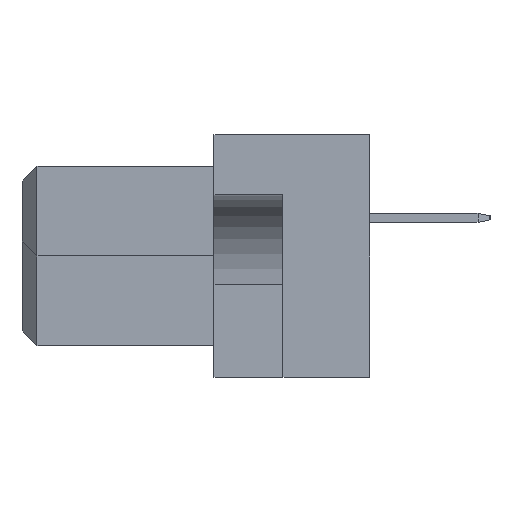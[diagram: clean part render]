
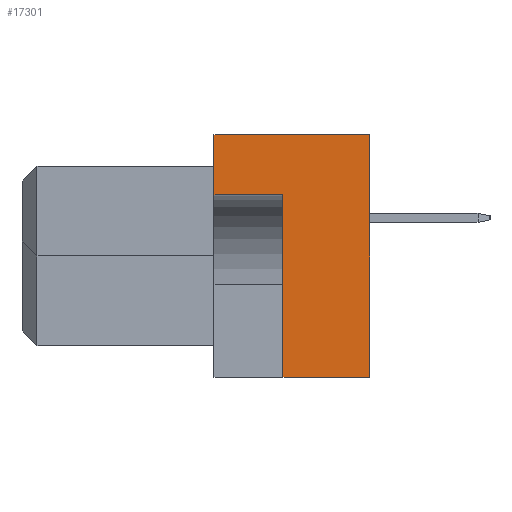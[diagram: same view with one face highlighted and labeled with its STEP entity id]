
A CAD part, left-side view. The second image highlights one B-rep face of the part: STEP entity #17301.
In plain terms, the highlighted planar face has unit normal (-1, 0, 0).
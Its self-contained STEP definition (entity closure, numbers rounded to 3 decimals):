
#6 = DIRECTION ( 'NONE',  ( 0., -1., 0. ) ) ;
#34 = DIRECTION ( 'NONE',  ( 0., 0., -1. ) ) ;
#288 = FACE_OUTER_BOUND ( 'NONE', #9183, .T. ) ;
#394 = CARTESIAN_POINT ( 'NONE',  ( -47.5, 2.9, 2.05 ) ) ;
#962 = VERTEX_POINT ( 'NONE', #21612 ) ;
#980 = CARTESIAN_POINT ( 'NONE',  ( -47.5, 0., 4.05 ) ) ;
#1773 = CARTESIAN_POINT ( 'NONE',  ( -47.5, 5.2, -4.05 ) ) ;
#2111 = VERTEX_POINT ( 'NONE', #5496 ) ;
#2160 = DIRECTION ( 'NONE',  ( 0., -1., 0. ) ) ;
#2577 = VERTEX_POINT ( 'NONE', #980 ) ;
#3734 = DIRECTION ( 'NONE',  ( 0., 0., 1. ) ) ;
#4304 = VECTOR ( 'NONE', #6, 1000. ) ;
#4511 = ORIENTED_EDGE ( 'NONE', *, *, #23629, .T. ) ;
#4556 = CARTESIAN_POINT ( 'NONE',  ( -47.5, 0., -4.05 ) ) ;
#4569 = EDGE_CURVE ( 'NONE', #5980, #2577, #15936, .T. ) ;
#4717 = CARTESIAN_POINT ( 'NONE',  ( -47.5, 2.9, 2.05 ) ) ;
#5496 = CARTESIAN_POINT ( 'NONE',  ( -47.5, 5.2, 2.05 ) ) ;
#5980 = VERTEX_POINT ( 'NONE', #4556 ) ;
#6936 = CARTESIAN_POINT ( 'NONE',  ( -47.5, 2.9, -4.05 ) ) ;
#8277 = VECTOR ( 'NONE', #2160, 1000. ) ;
#9183 = EDGE_LOOP ( 'NONE', ( #22436, #11838, #24939, #4511, #13048, #19637 ) ) ;
#11838 = ORIENTED_EDGE ( 'NONE', *, *, #22941, .F. ) ;
#12558 = VECTOR ( 'NONE', #3734, 1000. ) ;
#13048 = ORIENTED_EDGE ( 'NONE', *, *, #4569, .T. ) ;
#13882 = LINE ( 'NONE', #16378, #4304 ) ;
#13973 = EDGE_CURVE ( 'NONE', #2111, #962, #15353, .T. ) ;
#14658 = VECTOR ( 'NONE', #25207, 1000. ) ;
#14682 = DIRECTION ( 'NONE',  ( 1., 0., 0. ) ) ;
#15353 = LINE ( 'NONE', #19328, #12558 ) ;
#15437 = VECTOR ( 'NONE', #21592, 1000. ) ;
#15537 = DIRECTION ( 'NONE',  ( 0., 0., 1. ) ) ;
#15637 = LINE ( 'NONE', #21466, #15437 ) ;
#15936 = LINE ( 'NONE', #22003, #17549 ) ;
#16378 = CARTESIAN_POINT ( 'NONE',  ( -47.5, 5.2, 4.05 ) ) ;
#16616 = VERTEX_POINT ( 'NONE', #6936 ) ;
#17301 = ADVANCED_FACE ( 'NONE', ( #288 ), #24732, .F. ) ;
#17549 = VECTOR ( 'NONE', #15537, 1000. ) ;
#17787 = AXIS2_PLACEMENT_3D ( 'NONE', #18258, #14682, #34 ) ;
#17961 = EDGE_CURVE ( 'NONE', #962, #2577, #13882, .T. ) ;
#18142 = VERTEX_POINT ( 'NONE', #394 ) ;
#18258 = CARTESIAN_POINT ( 'NONE',  ( -47.5, 5.2, 4.05 ) ) ;
#18278 = LINE ( 'NONE', #1773, #8277 ) ;
#19328 = CARTESIAN_POINT ( 'NONE',  ( -47.5, 5.2, 4.05 ) ) ;
#19637 = ORIENTED_EDGE ( 'NONE', *, *, #17961, .F. ) ;
#21466 = CARTESIAN_POINT ( 'NONE',  ( -47.5, 2.9, 2.05 ) ) ;
#21592 = DIRECTION ( 'NONE',  ( 0., 0., 1. ) ) ;
#21612 = CARTESIAN_POINT ( 'NONE',  ( -47.5, 5.2, 4.05 ) ) ;
#22003 = CARTESIAN_POINT ( 'NONE',  ( -47.5, 0., 4.05 ) ) ;
#22436 = ORIENTED_EDGE ( 'NONE', *, *, #13973, .F. ) ;
#22941 = EDGE_CURVE ( 'NONE', #18142, #2111, #23216, .T. ) ;
#23216 = LINE ( 'NONE', #4717, #14658 ) ;
#23501 = EDGE_CURVE ( 'NONE', #16616, #18142, #15637, .T. ) ;
#23629 = EDGE_CURVE ( 'NONE', #16616, #5980, #18278, .T. ) ;
#24732 = PLANE ( 'NONE',  #17787 ) ;
#24939 = ORIENTED_EDGE ( 'NONE', *, *, #23501, .F. ) ;
#25207 = DIRECTION ( 'NONE',  ( 0., 1., 0. ) ) ;
